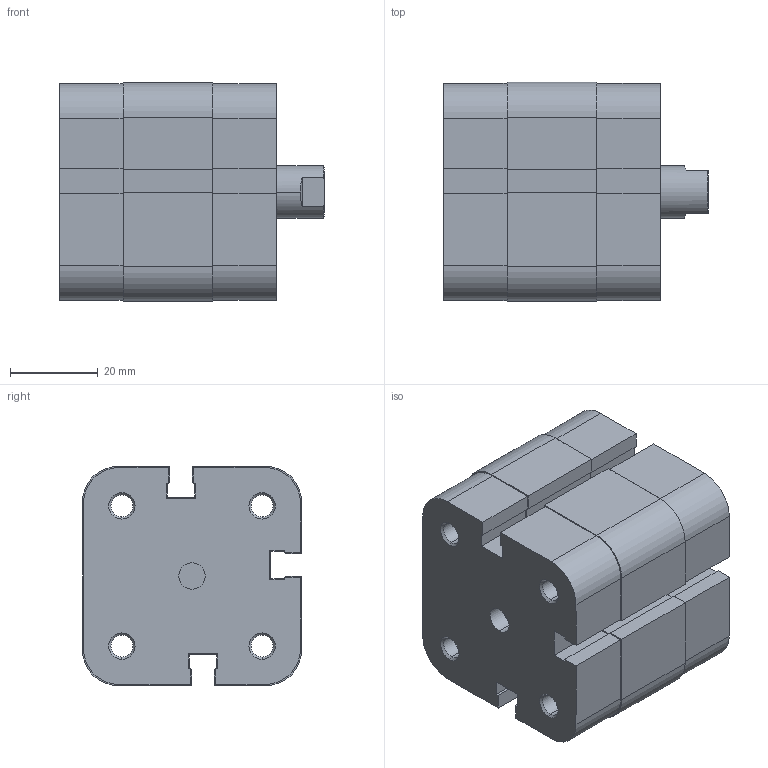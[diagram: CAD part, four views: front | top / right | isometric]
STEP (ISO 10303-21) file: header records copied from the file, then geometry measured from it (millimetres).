
FILE_DESCRIPTION (( 'STEP AP214' ), '1' );
FILE_NAME ('PKE 32-5 CYLINDER.STEP', '2010-08-06T11:36:33', ( '' ), ( '' ), 'SwSTEP 2.0', 'SolidWorks 2010', '' );
FILE_SCHEMA (( 'AUTOMOTIVE_DESIGN' ));
Length unit declared in the file: millimetre
Products named in the file (5): 32 mil; 32 compact borusu; 32 On kapak; 32 Arka Kapak; PKE  32-5  CYLINDER
Assembly tree (4 placements, depth 2):
  PKE  32-5  CYLINDER
    32 Arka Kapak
    32 On kapak
    32 compact borusu
    32 mil
Bounding box: 60.5 x 50 x 50 mm (x, y, z)
Volume: 99892.4 mm3; surface area: 35274.7 mm2
Topology: 4 solids, 4 shells, 194 faces, 514 edges, 333 vertices
Faces by surface type: plane 102, cylinder 64, cone 28
Entity records: 6506 total; most frequent: CARTESIAN_POINT 1070, DIRECTION 1060, ORIENTED_EDGE 1024, EDGE_CURVE 512, AXIS2_PLACEMENT_3D 355, VECTOR 350, LINE 350, VERTEX_POINT 333
